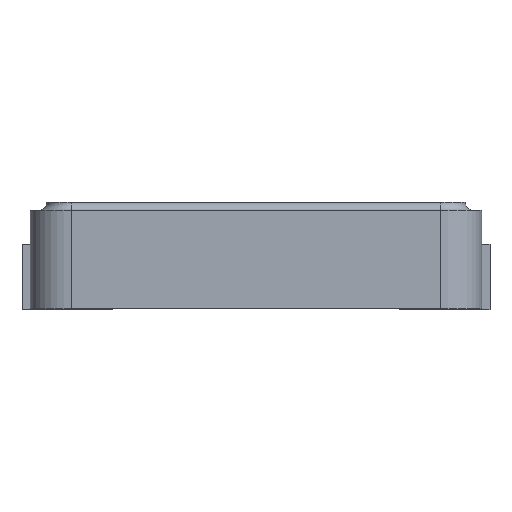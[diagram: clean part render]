
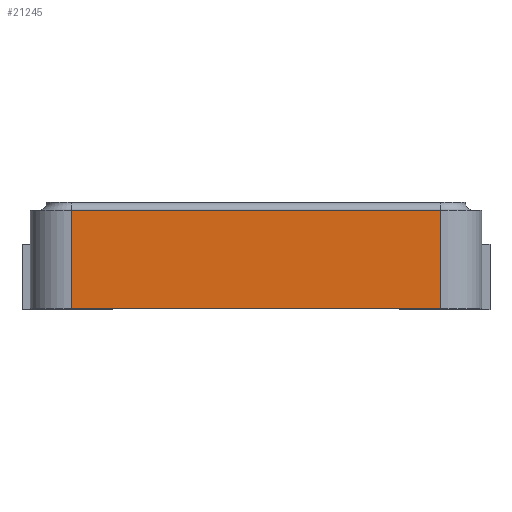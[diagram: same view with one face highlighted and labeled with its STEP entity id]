
A CAD part, front view. The second image highlights one B-rep face of the part: STEP entity #21245.
In plain terms, the highlighted planar face has unit normal (0, -1, 0).
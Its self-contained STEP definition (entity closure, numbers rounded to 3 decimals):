
#98 = ORIENTED_EDGE ( 'NONE', *, *, #5630, .F. ) ;
#209 = VECTOR ( 'NONE', #3334, 1000. ) ;
#983 = ORIENTED_EDGE ( 'NONE', *, *, #9932, .T. ) ;
#2526 = CARTESIAN_POINT ( 'NONE',  ( 2.25, -2.6, 1.3 ) ) ;
#3334 = DIRECTION ( 'NONE',  ( 0., 0., -1. ) ) ;
#3886 = DIRECTION ( 'NONE',  ( 0., 1., 0. ) ) ;
#4022 = DIRECTION ( 'NONE',  ( 1., 0., 0. ) ) ;
#4356 = CARTESIAN_POINT ( 'NONE',  ( -2.75, -2.6, 1.2 ) ) ;
#4865 = VECTOR ( 'NONE', #4022, 1000. ) ;
#5630 = EDGE_CURVE ( 'NONE', #22307, #5646, #15582, .T. ) ;
#5646 = VERTEX_POINT ( 'NONE', #8258 ) ;
#5954 = DIRECTION ( 'NONE',  ( 1., 0., 0. ) ) ;
#7096 = PLANE ( 'NONE',  #21364 ) ;
#8172 = LINE ( 'NONE', #2526, #21671 ) ;
#8258 = CARTESIAN_POINT ( 'NONE',  ( 2.25, -2.6, 1.2 ) ) ;
#8682 = CARTESIAN_POINT ( 'NONE',  ( -2.25, -2.6, 0. ) ) ;
#9311 = CARTESIAN_POINT ( 'NONE',  ( -2.25, -2.6, 1.3 ) ) ;
#9684 = CARTESIAN_POINT ( 'NONE',  ( -2.25, -2.6, 1.2 ) ) ;
#9736 = CARTESIAN_POINT ( 'NONE',  ( 2.25, -2.6, 0. ) ) ;
#9932 = EDGE_CURVE ( 'NONE', #14314, #18837, #17208, .T. ) ;
#9966 = EDGE_CURVE ( 'NONE', #18837, #5646, #8172, .T. ) ;
#10360 = ORIENTED_EDGE ( 'NONE', *, *, #24013, .T. ) ;
#11007 = LINE ( 'NONE', #9311, #209 ) ;
#11194 = FACE_OUTER_BOUND ( 'NONE', #20649, .T. ) ;
#11742 = ORIENTED_EDGE ( 'NONE', *, *, #9966, .T. ) ;
#13035 = VECTOR ( 'NONE', #5954, 1000. ) ;
#14314 = VERTEX_POINT ( 'NONE', #8682 ) ;
#15582 = LINE ( 'NONE', #4356, #13035 ) ;
#16825 = CARTESIAN_POINT ( 'NONE',  ( -2.75, -2.6, 1.3 ) ) ;
#17208 = LINE ( 'NONE', #24181, #4865 ) ;
#18837 = VERTEX_POINT ( 'NONE', #9736 ) ;
#19541 = DIRECTION ( 'NONE',  ( 0., 0., 1. ) ) ;
#20649 = EDGE_LOOP ( 'NONE', ( #98, #10360, #983, #11742 ) ) ;
#21245 = ADVANCED_FACE ( 'NONE', ( #11194 ), #7096, .F. ) ;
#21364 = AXIS2_PLACEMENT_3D ( 'NONE', #16825, #3886, #23913 ) ;
#21671 = VECTOR ( 'NONE', #19541, 1000. ) ;
#22307 = VERTEX_POINT ( 'NONE', #9684 ) ;
#23913 = DIRECTION ( 'NONE',  ( 0., 0., 1. ) ) ;
#24013 = EDGE_CURVE ( 'NONE', #22307, #14314, #11007, .T. ) ;
#24181 = CARTESIAN_POINT ( 'NONE',  ( -2.75, -2.6, 0. ) ) ;
